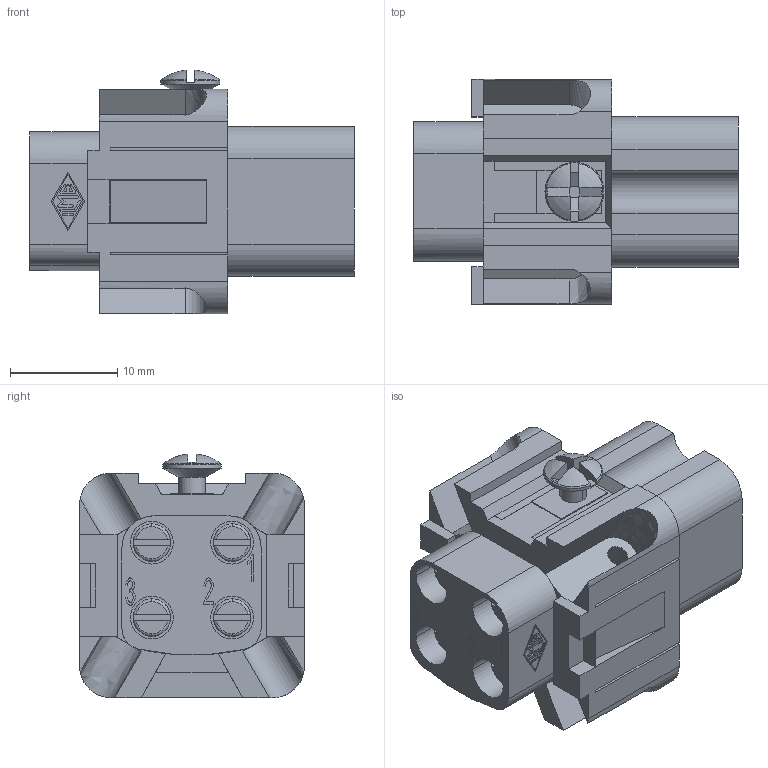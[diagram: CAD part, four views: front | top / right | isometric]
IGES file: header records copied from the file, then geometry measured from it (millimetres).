
Global section: file name: No Iges File Name specified; native system: AutoDesk Inventor R6.1; preprocessor: AutoDesk Inventor Iges Exporter R6.1; author: No Author specified; organization: No Organization specified; date: 20061207.160406; units: millimetre
Bounding box: 30.31 x 21 x 22.76 mm (x, y, z)
Volume: 6761.7 mm3; surface area: 4822.9 mm2
Topology: 8 solids, 8 shells, 445 faces, 1173 edges, 768 vertices
Faces by surface type: plane 225, bspline 100, revolution 55, cylinder 35, torus 24, sphere 4, cone 2
